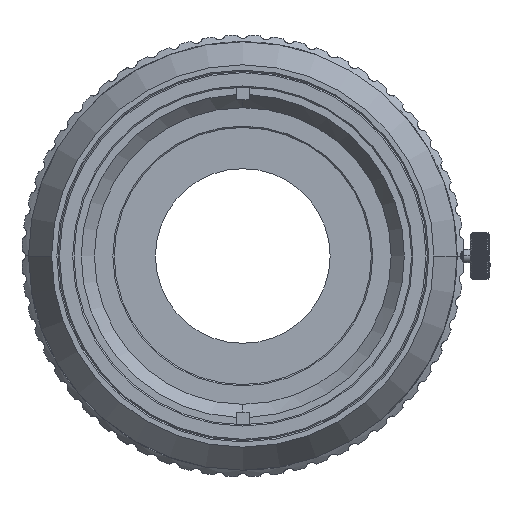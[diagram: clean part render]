
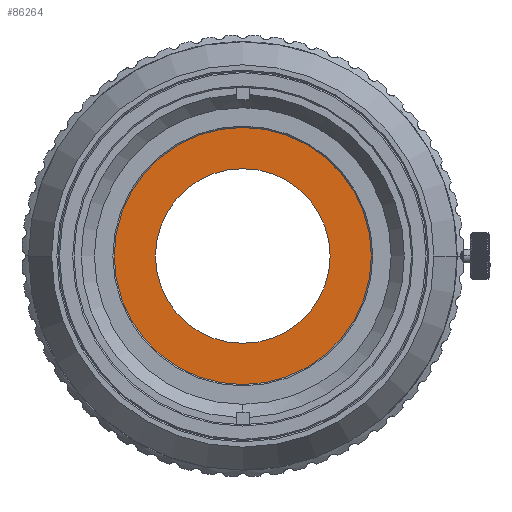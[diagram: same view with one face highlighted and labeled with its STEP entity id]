
A CAD part, left-side view. The second image highlights one B-rep face of the part: STEP entity #86264.
In plain terms, the highlighted planar face has unit normal (-1, 0, 0).
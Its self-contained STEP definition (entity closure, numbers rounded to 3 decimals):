
#83933=CARTESIAN_POINT('',(-359.153,0.,0.));
#83934=DIRECTION('',(1.,0.,0.));
#83935=DIRECTION('',(0.,0.,-1.));
#83936=AXIS2_PLACEMENT_3D('',#83933,#83934,#83935);
#83938=CARTESIAN_POINT('',(-359.153,0.,0.));
#83939=DIRECTION('',(1.,0.,0.));
#83940=DIRECTION('',(0.,0.,1.));
#83941=AXIS2_PLACEMENT_3D('',#83938,#83939,#83940);
#83943=CARTESIAN_POINT('',(-359.153,0.,0.));
#83944=DIRECTION('',(-1.,0.,0.));
#83945=DIRECTION('',(0.,1.,0.));
#83946=AXIS2_PLACEMENT_3D('',#83943,#83944,#83945);
#83948=CARTESIAN_POINT('',(-359.153,0.,0.));
#83949=DIRECTION('',(-1.,0.,0.));
#83950=DIRECTION('',(0.,-1.,0.));
#83951=AXIS2_PLACEMENT_3D('',#83948,#83949,#83950);
#85794=CARTESIAN_POINT('',(-359.153,0.,-24.75));
#85795=CARTESIAN_POINT('',(-359.153,0.,24.75));
#85796=VERTEX_POINT('',#85794);
#85797=VERTEX_POINT('',#85795);
#85798=CARTESIAN_POINT('',(-359.153,13.25,0.));
#85799=CARTESIAN_POINT('',(-359.153,-13.25,0.));
#85800=VERTEX_POINT('',#85798);
#85801=VERTEX_POINT('',#85799);
#86247=CARTESIAN_POINT('',(-359.153,0.,0.));
#86248=DIRECTION('',(1.,0.,0.));
#86249=DIRECTION('',(0.,0.,-1.));
#86250=AXIS2_PLACEMENT_3D('',#86247,#86248,#86249);
#86251=PLANE('',#86250);
#86253=ORIENTED_EDGE('',*,*,#86252,.T.);
#86255=ORIENTED_EDGE('',*,*,#86254,.T.);
#86256=EDGE_LOOP('',(#86253,#86255));
#86257=FACE_OUTER_BOUND('',#86256,.F.);
#86259=ORIENTED_EDGE('',*,*,#86258,.T.);
#86261=ORIENTED_EDGE('',*,*,#86260,.T.);
#86262=EDGE_LOOP('',(#86259,#86261));
#86263=FACE_BOUND('',#86262,.F.);
#83937=CIRCLE('',#83936,24.75);
#83942=CIRCLE('',#83941,24.75);
#83947=CIRCLE('',#83946,13.25);
#83952=CIRCLE('',#83951,13.25);
#86252=EDGE_CURVE('',#85796,#85797,#83937,.T.);
#86254=EDGE_CURVE('',#85797,#85796,#83942,.T.);
#86258=EDGE_CURVE('',#85800,#85801,#83947,.T.);
#86260=EDGE_CURVE('',#85801,#85800,#83952,.T.);
#86264=ADVANCED_FACE('',(#86257,#86263),#86251,.F.);
